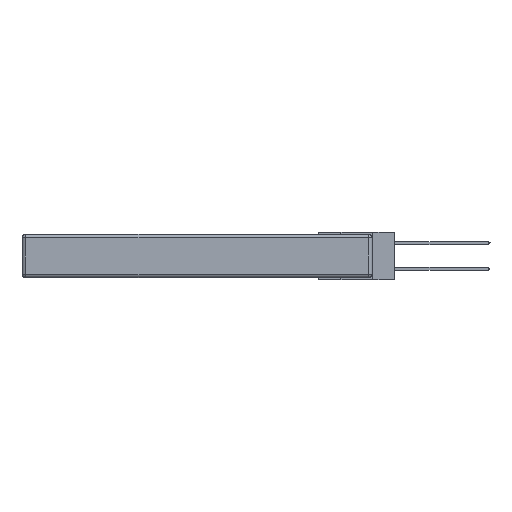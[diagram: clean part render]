
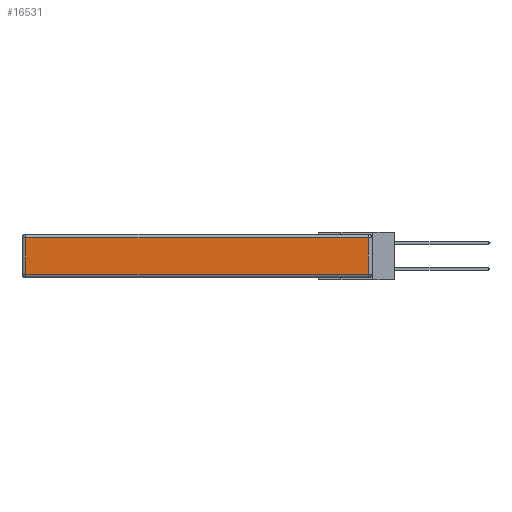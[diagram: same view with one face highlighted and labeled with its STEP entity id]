
A CAD part, left-side view. The second image highlights one B-rep face of the part: STEP entity #16531.
In plain terms, the highlighted planar face has unit normal (-1, 0, 0).
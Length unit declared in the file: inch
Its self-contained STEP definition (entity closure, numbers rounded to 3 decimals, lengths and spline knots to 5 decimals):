
#66 = EDGE_CURVE ( 'NONE', #19454, #15203, #14165, .T. ) ;
#838 = ORIENTED_EDGE ( 'NONE', *, *, #7061, .T. ) ;
#907 = EDGE_LOOP ( 'NONE', ( #23452, #21856, #19401, #838 ) ) ;
#1254 = PLANE ( 'NONE',  #11834 ) ;
#3228 = DIRECTION ( 'NONE',  ( 0., 0., 1. ) ) ;
#4100 = LINE ( 'NONE', #9796, #14452 ) ;
#4608 = LINE ( 'NONE', #24626, #24658 ) ;
#7061 = EDGE_CURVE ( 'NONE', #15203, #10235, #20890, .T. ) ;
#9085 = DIRECTION ( 'NONE',  ( 0., 0., 1. ) ) ;
#9453 = CARTESIAN_POINT ( 'NONE',  ( 0., 0.03, -0.03 ) ) ;
#9796 = CARTESIAN_POINT ( 'NONE',  ( 0., 0., -0.313 ) ) ;
#10235 = VERTEX_POINT ( 'NONE', #12095 ) ;
#10246 = DIRECTION ( 'NONE',  ( 0., 0., -1. ) ) ;
#10319 = CARTESIAN_POINT ( 'NONE',  ( 0., 2.75, -0.03 ) ) ;
#11229 = VERTEX_POINT ( 'NONE', #19044 ) ;
#11602 = EDGE_CURVE ( 'NONE', #10235, #11229, #4100, .T. ) ;
#11614 = CARTESIAN_POINT ( 'NONE',  ( 0., 2.72, -0.03 ) ) ;
#11834 = AXIS2_PLACEMENT_3D ( 'NONE', #13011, #22855, #3228 ) ;
#12095 = CARTESIAN_POINT ( 'NONE',  ( 0., 2.72, -0.313 ) ) ;
#13011 = CARTESIAN_POINT ( 'NONE',  ( 0., 0., -0.343 ) ) ;
#14165 = LINE ( 'NONE', #10319, #23249 ) ;
#14261 = CARTESIAN_POINT ( 'NONE',  ( 0., 2.72, -0.343 ) ) ;
#14452 = VECTOR ( 'NONE', #23306, 39.37008 ) ;
#14510 = VECTOR ( 'NONE', #10246, 39.37008 ) ;
#14655 = DIRECTION ( 'NONE',  ( 0., 1., 0. ) ) ;
#15203 = VERTEX_POINT ( 'NONE', #11614 ) ;
#16531 = ADVANCED_FACE ( 'NONE', ( #19705 ), #1254, .T. ) ;
#19044 = CARTESIAN_POINT ( 'NONE',  ( 0., 0.03, -0.313 ) ) ;
#19401 = ORIENTED_EDGE ( 'NONE', *, *, #66, .T. ) ;
#19454 = VERTEX_POINT ( 'NONE', #9453 ) ;
#19705 = FACE_OUTER_BOUND ( 'NONE', #907, .T. ) ;
#20009 = EDGE_CURVE ( 'NONE', #11229, #19454, #4608, .T. ) ;
#20890 = LINE ( 'NONE', #14261, #14510 ) ;
#21856 = ORIENTED_EDGE ( 'NONE', *, *, #20009, .T. ) ;
#22855 = DIRECTION ( 'NONE',  ( -1., 0., 0. ) ) ;
#23249 = VECTOR ( 'NONE', #14655, 39.37008 ) ;
#23306 = DIRECTION ( 'NONE',  ( 0., -1., 0. ) ) ;
#23452 = ORIENTED_EDGE ( 'NONE', *, *, #11602, .T. ) ;
#24626 = CARTESIAN_POINT ( 'NONE',  ( 0., 0.03, -0.343 ) ) ;
#24658 = VECTOR ( 'NONE', #9085, 39.37008 ) ;
